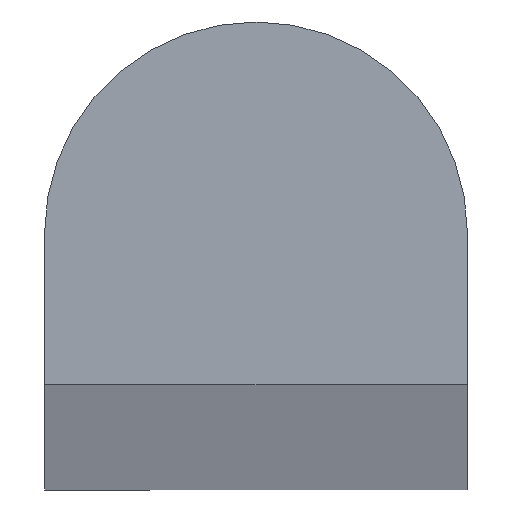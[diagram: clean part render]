
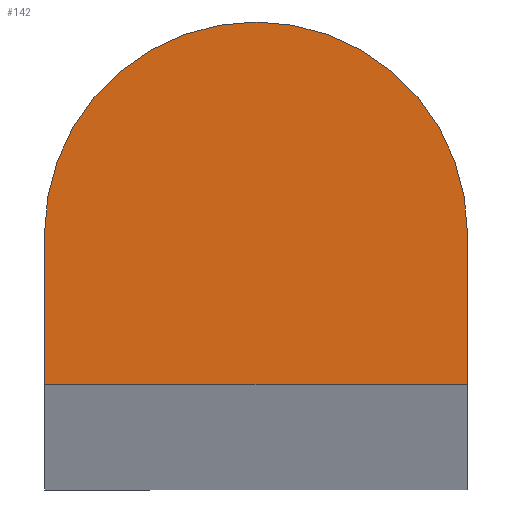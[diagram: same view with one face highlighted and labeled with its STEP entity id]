
A CAD part, top view. The second image highlights one B-rep face of the part: STEP entity #142.
In plain terms, the highlighted planar face has unit normal (0, 0, 1).
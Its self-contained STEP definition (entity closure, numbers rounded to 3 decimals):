
#17 = EDGE_LOOP ( 'NONE', ( #32, #39, #60, #53 ) ) ;
#19 = VERTEX_POINT ( 'NONE', #57 ) ;
#20 = VERTEX_POINT ( 'NONE', #55 ) ;
#22 = VERTEX_POINT ( 'NONE', #58 ) ;
#25 = VERTEX_POINT ( 'NONE', #42 ) ;
#32 = ORIENTED_EDGE ( 'NONE', *, *, #136, .T. ) ;
#39 = ORIENTED_EDGE ( 'NONE', *, *, #139, .T. ) ;
#42 = CARTESIAN_POINT ( 'NONE',  ( -3.5, 0., 500. ) ) ;
#53 = ORIENTED_EDGE ( 'NONE', *, *, #119, .T. ) ;
#55 = CARTESIAN_POINT ( 'NONE',  ( 3.5, 2.5, 500. ) ) ;
#57 = CARTESIAN_POINT ( 'NONE',  ( -3.5, 2.5, 500. ) ) ;
#58 = CARTESIAN_POINT ( 'NONE',  ( 3.5, 0., 500. ) ) ;
#60 = ORIENTED_EDGE ( 'NONE', *, *, #121, .T. ) ;
#73 = VECTOR ( 'NONE', #232, 1000. ) ;
#78 = AXIS2_PLACEMENT_3D ( 'NONE', #195, #196, #197 ) ;
#81 = FACE_OUTER_BOUND ( 'NONE', #17, .T. ) ;
#83 = AXIS2_PLACEMENT_3D ( 'NONE', #231, #222, #235 ) ;
#94 = VECTOR ( 'NONE', #228, 1000. ) ;
#107 = VECTOR ( 'NONE', #183, 1000. ) ;
#119 = EDGE_CURVE ( 'NONE', #20, #19, #146, .T. ) ;
#121 = EDGE_CURVE ( 'NONE', #22, #20, #199, .T. ) ;
#136 = EDGE_CURVE ( 'NONE', #19, #25, #208, .T. ) ;
#139 = EDGE_CURVE ( 'NONE', #25, #22, #226, .T. ) ;
#142 = ADVANCED_FACE ( 'NONE', ( #81 ), #189, .T. ) ;
#146 = CIRCLE ( 'NONE', #78, 3.5 ) ;
#175 = CARTESIAN_POINT ( 'NONE',  ( -3.5, 0., 500. ) ) ;
#183 = DIRECTION ( 'NONE',  ( 0., -1., 0. ) ) ;
#189 = PLANE ( 'NONE',  #83 ) ;
#195 = CARTESIAN_POINT ( 'NONE',  ( 0., 2.5, 500. ) ) ;
#196 = DIRECTION ( 'NONE',  ( 0., 0., 1. ) ) ;
#197 = DIRECTION ( 'NONE',  ( 1., 0., 0. ) ) ;
#199 = LINE ( 'NONE', #200, #94 ) ;
#200 = CARTESIAN_POINT ( 'NONE',  ( 3.5, 0., 500. ) ) ;
#208 = LINE ( 'NONE', #175, #107 ) ;
#222 = DIRECTION ( 'NONE',  ( 0., 0., 1. ) ) ;
#226 = LINE ( 'NONE', #233, #73 ) ;
#228 = DIRECTION ( 'NONE',  ( 0., 1., 0. ) ) ;
#231 = CARTESIAN_POINT ( 'NONE',  ( 0., 2.5, 500. ) ) ;
#232 = DIRECTION ( 'NONE',  ( 1., 0., 0. ) ) ;
#233 = CARTESIAN_POINT ( 'NONE',  ( -3.5, 0., 500. ) ) ;
#235 = DIRECTION ( 'NONE',  ( 1., 0., 0. ) ) ;
